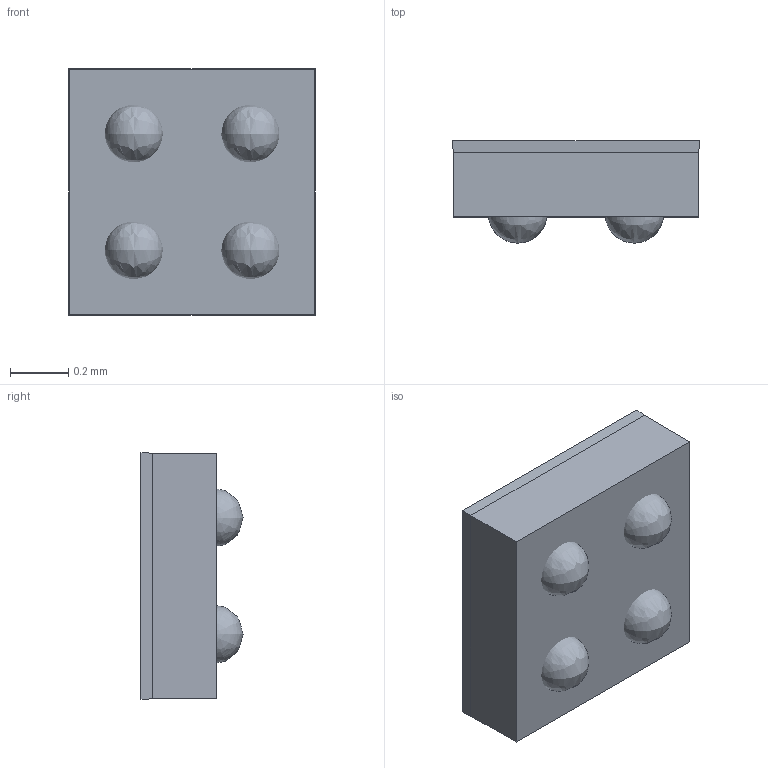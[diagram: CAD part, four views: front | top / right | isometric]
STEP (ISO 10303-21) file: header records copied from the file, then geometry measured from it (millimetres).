
FILE_DESCRIPTION (( 'STEP AP214' ), '1' );
FILE_NAME ('User Library-WLP-4.STEP', '2022-04-21T12:19:16', ( '' ), ( '' ), 'SwSTEP 2.0', 'SolidWorks 2021', '' );
FILE_SCHEMA (( 'AUTOMOTIVE_DESIGN' ));
Length unit declared in the file: millimetre
Products named in the file (3): ball; body; User Library-WLP-4
Assembly tree (5 placements, depth 2):
  User Library-WLP-4
    body
    ball  x4
Bounding box: 0.84 x 0.35 x 0.84 mm (x, y, z)
Volume: 0.2 mm3; surface area: 2.8 mm2
Topology: 5 solids, 5 shells, 21 faces, 50 edges, 24 vertices
Faces by surface type: plane 11, bspline 8, cylinder 2
Entity records: 720 total; most frequent: CARTESIAN_POINT 160, DIRECTION 57, ORIENTED_EDGE 56, EDGE_CURVE 28, AXIS2_PLACEMENT_3D 23, UNCERTAINTY_MEASURE_WITH_UNIT 22, PRESENTATION_LAYER_ASSIGNMENT 19, COLOUR_RGB 19
